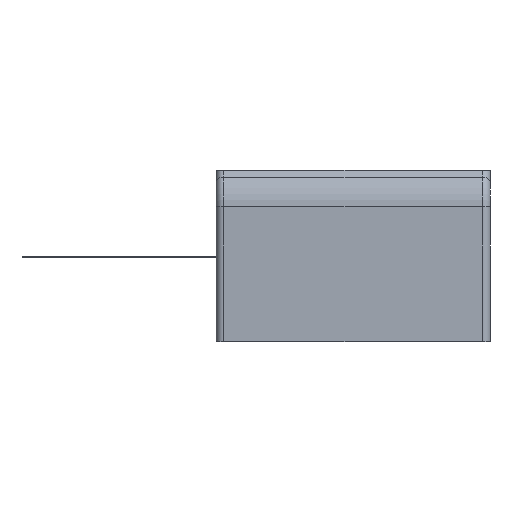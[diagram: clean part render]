
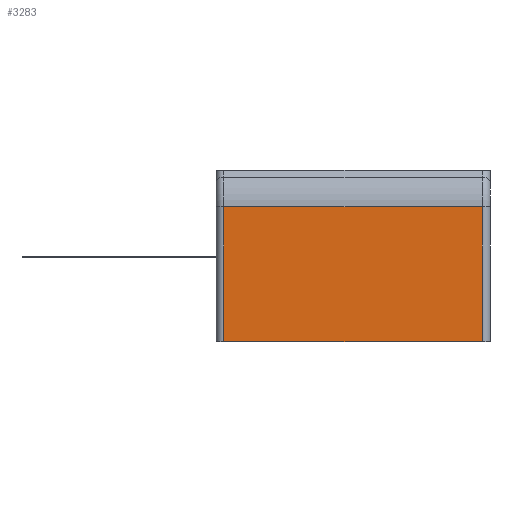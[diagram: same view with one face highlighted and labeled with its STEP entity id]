
A CAD part, left-side view. The second image highlights one B-rep face of the part: STEP entity #3283.
In plain terms, the highlighted planar face has unit normal (-1, 0, 0).
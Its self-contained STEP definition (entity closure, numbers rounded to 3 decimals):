
#3126=CARTESIAN_POINT('',(127.5,116.,0.));
#3127=VERTEX_POINT('',#3126);
#3135=CARTESIAN_POINT('',(127.5,184.,0.));
#3136=VERTEX_POINT('',#3135);
#3137=CARTESIAN_POINT('',(127.5,184.,0.));
#3138=DIRECTION('',(-0.,-1.,0.));
#3139=VECTOR('',#3138,68.);
#3140=LINE('',#3137,#3139);
#3141=EDGE_CURVE('',#3136,#3127,#3140,.T.);
#3253=CARTESIAN_POINT('',(127.5,186.,22.5));
#3254=DIRECTION('',(-1.,0.,0.));
#3255=DIRECTION('',(0.,0.,1.));
#3256=AXIS2_PLACEMENT_3D('',#3253,#3254,#3255);
#3257=PLANE('',#3256);
#3258=CARTESIAN_POINT('',(127.5,116.,35.444));
#3259=VERTEX_POINT('',#3258);
#3260=CARTESIAN_POINT('',(127.5,184.,35.444));
#3261=VERTEX_POINT('',#3260);
#3262=CARTESIAN_POINT('',(127.5,116.,35.444));
#3263=DIRECTION('',(0.,1.,-0.));
#3264=VECTOR('',#3263,68.);
#3265=LINE('',#3262,#3264);
#3266=EDGE_CURVE('',#3259,#3261,#3265,.T.);
#3267=ORIENTED_EDGE('',*,*,#3266,.T.);
#3268=CARTESIAN_POINT('',(127.5,184.,35.444));
#3269=DIRECTION('',(-0.,-0.,-1.));
#3270=VECTOR('',#3269,35.444);
#3271=LINE('',#3268,#3270);
#3272=EDGE_CURVE('',#3261,#3136,#3271,.T.);
#3273=ORIENTED_EDGE('',*,*,#3272,.T.);
#3274=ORIENTED_EDGE('',*,*,#3141,.T.);
#3275=CARTESIAN_POINT('',(127.5,116.,0.));
#3276=DIRECTION('',(0.,-0.,1.));
#3277=VECTOR('',#3276,35.444);
#3278=LINE('',#3275,#3277);
#3279=EDGE_CURVE('',#3127,#3259,#3278,.T.);
#3280=ORIENTED_EDGE('',*,*,#3279,.T.);
#3281=EDGE_LOOP('',(#3267,#3273,#3274,#3280));
#3282=FACE_BOUND('',#3281,.T.);
#3283=ADVANCED_FACE('',(#3282),#3257,.T.);
